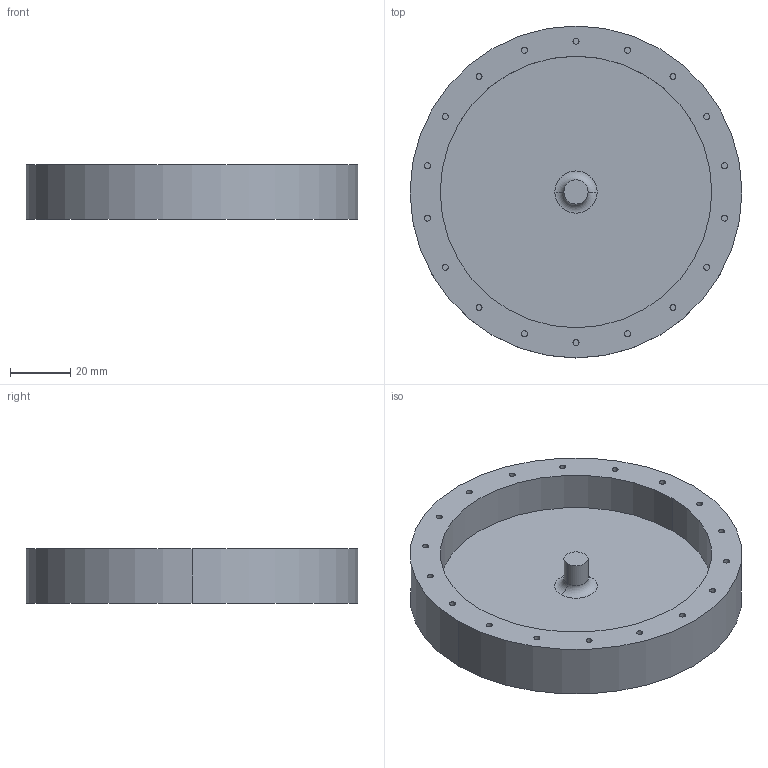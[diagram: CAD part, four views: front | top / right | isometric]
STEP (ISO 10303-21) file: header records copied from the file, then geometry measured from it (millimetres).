
FILE_DESCRIPTION (( 'STEP AP203' ), '1' );
FILE_NAME ('SE_01_1_5003.STEP', '2020-10-21T10:31:13', ( '' ), ( '' ), 'SwSTEP 2.0', 'SolidWorks 2017', '' );
FILE_SCHEMA (( 'CONFIG_CONTROL_DESIGN' ));
Length unit declared in the file: millimetre
Products named in the file (1): SE_01_1_5003
Bounding box: 110 x 110 x 18.1 mm (x, y, z)
Volume: 88537.9 mm3; surface area: 30517.1 mm2
Topology: 1 solids, 1 shells, 125 faces, 248 edges, 164 vertices
Faces by surface type: cylinder 80, plane 41, torus 2, cone 2
Entity records: 3393 total; most frequent: DIRECTION 666, CARTESIAN_POINT 538, ORIENTED_EDGE 496, AXIS2_PLACEMENT_3D 292, EDGE_CURVE 248, CIRCLE 166, VERTEX_POINT 164, EDGE_LOOP 164
